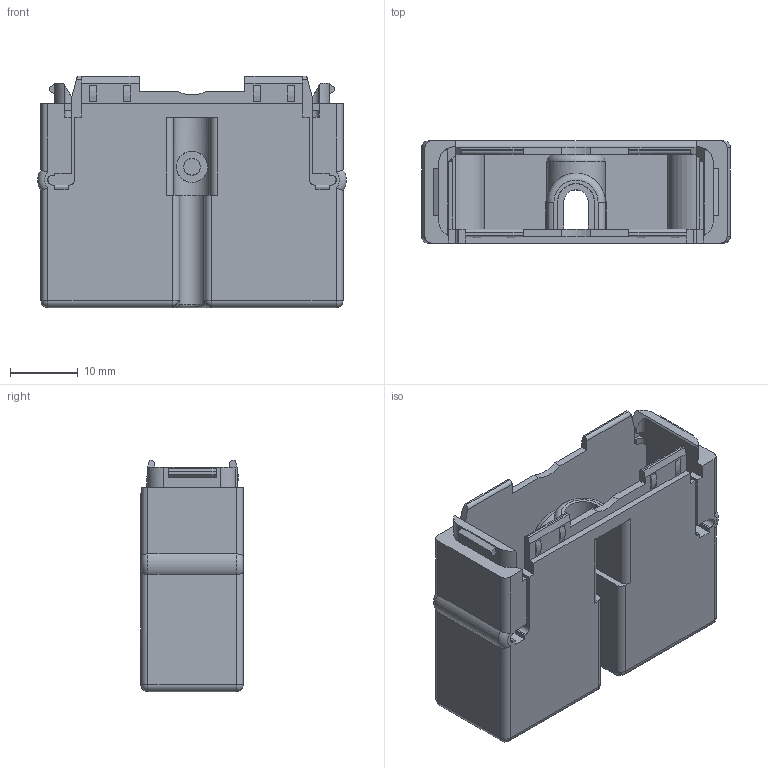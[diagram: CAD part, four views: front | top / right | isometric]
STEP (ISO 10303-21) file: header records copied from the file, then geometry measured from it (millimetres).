
FILE_DESCRIPTION((''),'2;1');
FILE_NAME('33516012028','2020-01-13T',('presta_be4'),(''),'CREO PARAMETRIC BY PTC INC, 2018360','CREO PARAMETRIC BY PTC INC, 2018360','');
FILE_SCHEMA(('CONFIG_CONTROL_DESIGN'));
Length unit declared in the file: millimetre
Products named in the file (1): 33516012028
Bounding box: 45.46 x 15.08 x 34.04 mm (x, y, z)
Volume: 9484.7 mm3; surface area: 9447.9 mm2
Topology: 1 solids, 1 shells, 298 faces, 798 edges, 503 vertices
Faces by surface type: plane 188, cylinder 79, cone 14, torus 9, sphere 6, bspline 2
Entity records: 10577 total; most frequent: CARTESIAN_POINT 3049, ORIENTED_EDGE 1584, DIRECTION 1534, EDGE_CURVE 792, VECTOR 576, LINE 576, VERTEX_POINT 503, AXIS2_PLACEMENT_3D 479
